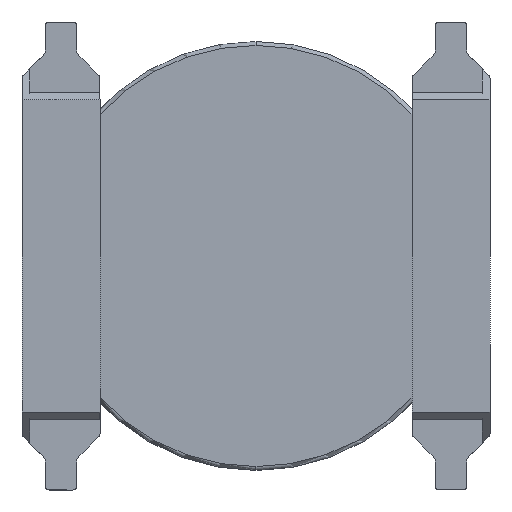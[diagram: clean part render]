
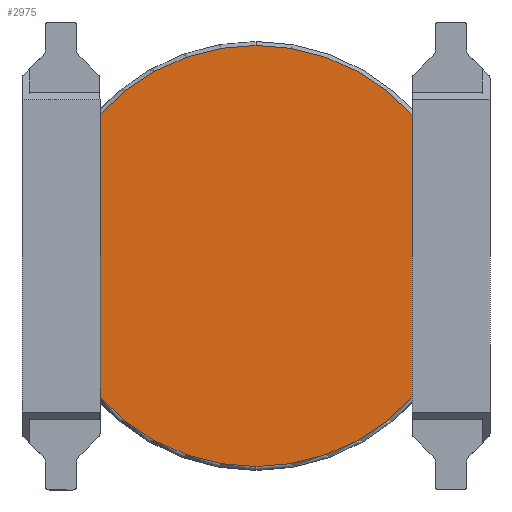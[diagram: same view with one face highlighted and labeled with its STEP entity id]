
A CAD part, front view. The second image highlights one B-rep face of the part: STEP entity #2975.
In plain terms, the highlighted planar face has unit normal (0, -1, 0).
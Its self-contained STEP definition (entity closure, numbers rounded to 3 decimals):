
#382 = VERTEX_POINT ( 'NONE', #939 ) ;
#453 = ORIENTED_EDGE ( 'NONE', *, *, #2976, .F. ) ;
#454 = DIRECTION ( 'NONE',  ( 0., -1., 0. ) ) ;
#456 = DIRECTION ( 'NONE',  ( 0., 0., -1. ) ) ;
#459 = CARTESIAN_POINT ( 'NONE',  ( 0., 0.5, 0. ) ) ;
#461 = CARTESIAN_POINT ( 'NONE',  ( -2., 0.5, 0. ) ) ;
#465 = DIRECTION ( 'NONE',  ( 0., 0., -1. ) ) ;
#468 = DIRECTION ( 'NONE',  ( 0., -1., 0. ) ) ;
#470 = ORIENTED_EDGE ( 'NONE', *, *, #3042, .T. ) ;
#474 = DIRECTION ( 'NONE',  ( 0., 0., -1. ) ) ;
#476 = CARTESIAN_POINT ( 'NONE',  ( 0., 0.5, 0. ) ) ;
#503 = VERTEX_POINT ( 'NONE', #671 ) ;
#531 = ORIENTED_EDGE ( 'NONE', *, *, #3034, .T. ) ;
#575 = CARTESIAN_POINT ( 'NONE',  ( 2., 0.5, 2.279 ) ) ;
#576 = DIRECTION ( 'NONE',  ( 0., 0., -1. ) ) ;
#586 = DIRECTION ( 'NONE',  ( 0., 0., -1. ) ) ;
#587 = CARTESIAN_POINT ( 'NONE',  ( 2.7, 0.5, 0. ) ) ;
#592 = DIRECTION ( 'NONE',  ( 0., -1., 0. ) ) ;
#671 = CARTESIAN_POINT ( 'NONE',  ( -2., 0.5, -1.814 ) ) ;
#697 = PLANE ( 'NONE',  #2212 ) ;
#806 = CIRCLE ( 'NONE', #2200, 2.7 ) ;
#829 = LINE ( 'NONE', #461, #2641 ) ;
#939 = CARTESIAN_POINT ( 'NONE',  ( -2., 0.5, 1.814 ) ) ;
#1006 = EDGE_LOOP ( 'NONE', ( #3850, #3721, #453, #1751, #531, #470 ) ) ;
#1315 = LINE ( 'NONE', #575, #3306 ) ;
#1750 = FACE_OUTER_BOUND ( 'NONE', #1006, .T. ) ;
#1751 = ORIENTED_EDGE ( 'NONE', *, *, #1982, .T. ) ;
#1845 = VERTEX_POINT ( 'NONE', #3754 ) ;
#1886 = CARTESIAN_POINT ( 'NONE',  ( 0., 0.5, -2.7 ) ) ;
#1982 = EDGE_CURVE ( 'NONE', #3241, #3963, #3166, .T. ) ;
#2032 = EDGE_CURVE ( 'NONE', #2344, #1845, #2841, .T. ) ;
#2196 = AXIS2_PLACEMENT_3D ( 'NONE', #459, #454, #456 ) ;
#2200 = AXIS2_PLACEMENT_3D ( 'NONE', #476, #468, #474 ) ;
#2212 = AXIS2_PLACEMENT_3D ( 'NONE', #587, #592, #586 ) ;
#2344 = VERTEX_POINT ( 'NONE', #1886 ) ;
#2530 = CIRCLE ( 'NONE', #2196, 2.7 ) ;
#2641 = VECTOR ( 'NONE', #465, 1000. ) ;
#2841 = CIRCLE ( 'NONE', #3737, 2.7 ) ;
#2975 = ADVANCED_FACE ( 'NONE', ( #1750 ), #697, .T. ) ;
#2976 = EDGE_CURVE ( 'NONE', #3241, #1845, #1315, .T. ) ;
#3027 = EDGE_CURVE ( 'NONE', #503, #2344, #806, .T. ) ;
#3034 = EDGE_CURVE ( 'NONE', #3963, #382, #2530, .T. ) ;
#3042 = EDGE_CURVE ( 'NONE', #382, #503, #829, .T. ) ;
#3089 = CARTESIAN_POINT ( 'NONE',  ( 0., 0.5, 2.7 ) ) ;
#3165 = DIRECTION ( 'NONE',  ( 0., 0., -1. ) ) ;
#3166 = CIRCLE ( 'NONE', #3327, 2.7 ) ;
#3173 = DIRECTION ( 'NONE',  ( 0., -1., 0. ) ) ;
#3179 = CARTESIAN_POINT ( 'NONE',  ( 0., 0.5, 0. ) ) ;
#3241 = VERTEX_POINT ( 'NONE', #3812 ) ;
#3306 = VECTOR ( 'NONE', #576, 1000. ) ;
#3327 = AXIS2_PLACEMENT_3D ( 'NONE', #3427, #3426, #3414 ) ;
#3414 = DIRECTION ( 'NONE',  ( 0., 0., -1. ) ) ;
#3426 = DIRECTION ( 'NONE',  ( 0., -1., 0. ) ) ;
#3427 = CARTESIAN_POINT ( 'NONE',  ( 0., 0.5, 0. ) ) ;
#3721 = ORIENTED_EDGE ( 'NONE', *, *, #2032, .T. ) ;
#3737 = AXIS2_PLACEMENT_3D ( 'NONE', #3179, #3173, #3165 ) ;
#3754 = CARTESIAN_POINT ( 'NONE',  ( 2., 0.5, -1.814 ) ) ;
#3812 = CARTESIAN_POINT ( 'NONE',  ( 2., 0.5, 1.814 ) ) ;
#3850 = ORIENTED_EDGE ( 'NONE', *, *, #3027, .T. ) ;
#3963 = VERTEX_POINT ( 'NONE', #3089 ) ;
